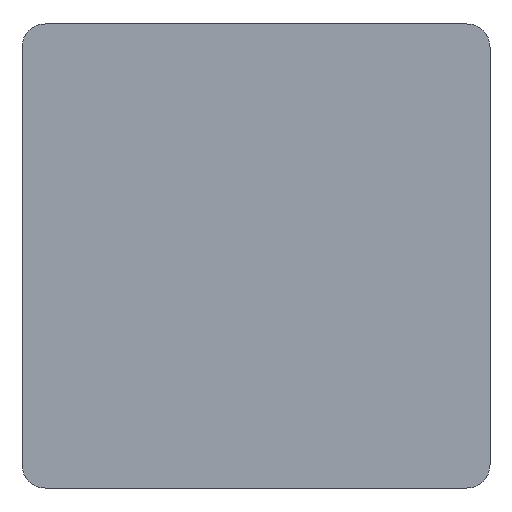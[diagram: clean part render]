
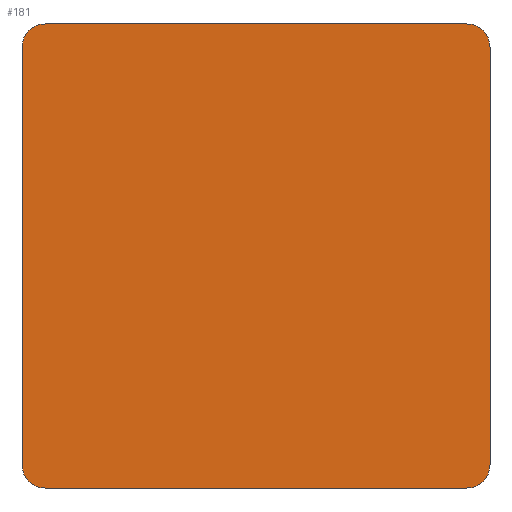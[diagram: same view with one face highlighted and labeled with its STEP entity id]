
A CAD part, top view. The second image highlights one B-rep face of the part: STEP entity #181.
In plain terms, the highlighted planar face has unit normal (0, 0, 1).
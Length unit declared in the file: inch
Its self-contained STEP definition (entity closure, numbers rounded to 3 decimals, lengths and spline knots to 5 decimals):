
#16=CIRCLE('',#200,0.3);
#18=CIRCLE('',#204,0.3);
#20=CIRCLE('',#208,0.3);
#22=CIRCLE('',#212,0.3);
#35=FACE_OUTER_BOUND('',#45,.T.);
#45=EDGE_LOOP('',(#151,#152,#153,#154,#155,#156,#157,#158));
#49=LINE('',#277,#65);
#53=LINE('',#289,#69);
#57=LINE('',#301,#73);
#61=LINE('',#313,#77);
#65=VECTOR('',#221,0.3937);
#69=VECTOR('',#233,0.3937);
#73=VECTOR('',#245,0.3937);
#77=VECTOR('',#257,0.3937);
#81=VERTEX_POINT('',#274);
#82=VERTEX_POINT('',#276);
#84=VERTEX_POINT('',#282);
#86=VERTEX_POINT('',#288);
#88=VERTEX_POINT('',#294);
#90=VERTEX_POINT('',#300);
#92=VERTEX_POINT('',#306);
#94=VERTEX_POINT('',#312);
#97=EDGE_CURVE('',#82,#81,#49,.T.);
#100=EDGE_CURVE('',#84,#82,#16,.T.);
#103=EDGE_CURVE('',#86,#84,#53,.T.);
#106=EDGE_CURVE('',#88,#86,#18,.T.);
#109=EDGE_CURVE('',#90,#88,#57,.T.);
#112=EDGE_CURVE('',#92,#90,#20,.T.);
#115=EDGE_CURVE('',#94,#92,#61,.T.);
#118=EDGE_CURVE('',#81,#94,#22,.T.);
#151=ORIENTED_EDGE('',*,*,#118,.T.);
#152=ORIENTED_EDGE('',*,*,#115,.T.);
#153=ORIENTED_EDGE('',*,*,#112,.T.);
#154=ORIENTED_EDGE('',*,*,#109,.T.);
#155=ORIENTED_EDGE('',*,*,#106,.T.);
#156=ORIENTED_EDGE('',*,*,#103,.T.);
#157=ORIENTED_EDGE('',*,*,#100,.T.);
#158=ORIENTED_EDGE('',*,*,#97,.T.);
#171=PLANE('',#213);
#181=ADVANCED_FACE('',(#35),#171,.T.);
#200=AXIS2_PLACEMENT_3D('',#283,#227,#228);
#204=AXIS2_PLACEMENT_3D('',#295,#239,#240);
#208=AXIS2_PLACEMENT_3D('',#307,#251,#252);
#212=AXIS2_PLACEMENT_3D('',#317,#263,#264);
#213=AXIS2_PLACEMENT_3D('',#318,#265,#266);
#221=DIRECTION('',(0.,-1.,0.));
#227=DIRECTION('center_axis',(0.,0.,1.));
#228=DIRECTION('ref_axis',(0.,1.,0.));
#233=DIRECTION('',(-1.,0.,0.));
#239=DIRECTION('center_axis',(0.,0.,1.));
#240=DIRECTION('ref_axis',(1.,0.,0.));
#245=DIRECTION('',(0.,1.,0.));
#251=DIRECTION('center_axis',(0.,0.,1.));
#252=DIRECTION('ref_axis',(0.,-1.,0.));
#257=DIRECTION('',(1.,0.,0.));
#263=DIRECTION('center_axis',(0.,0.,1.));
#264=DIRECTION('ref_axis',(-1.,0.,0.));
#265=DIRECTION('center_axis',(0.,0.,1.));
#266=DIRECTION('ref_axis',(1.,0.,0.));
#274=CARTESIAN_POINT('',(-3.875,-3.575,0.175));
#276=CARTESIAN_POINT('',(-3.875,1.825,0.175));
#277=CARTESIAN_POINT('',(-3.875,-3.575,0.175));
#282=CARTESIAN_POINT('',(-3.575,2.125,0.175));
#283=CARTESIAN_POINT('Origin',(-3.575,1.825,0.175));
#288=CARTESIAN_POINT('',(1.875,2.125,0.175));
#289=CARTESIAN_POINT('',(-3.575,2.125,0.175));
#294=CARTESIAN_POINT('',(2.175,1.825,0.175));
#295=CARTESIAN_POINT('Origin',(1.875,1.825,0.175));
#300=CARTESIAN_POINT('',(2.175,-3.575,0.175));
#301=CARTESIAN_POINT('',(2.175,1.825,0.175));
#306=CARTESIAN_POINT('',(1.875,-3.875,0.175));
#307=CARTESIAN_POINT('Origin',(1.875,-3.575,0.175));
#312=CARTESIAN_POINT('',(-3.575,-3.875,0.175));
#313=CARTESIAN_POINT('',(1.875,-3.875,0.175));
#317=CARTESIAN_POINT('Origin',(-3.575,-3.575,0.175));
#318=CARTESIAN_POINT('Origin',(-0.85,-0.875,0.175));
